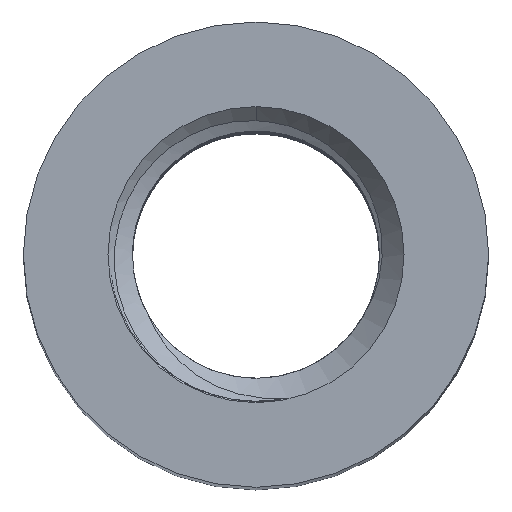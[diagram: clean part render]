
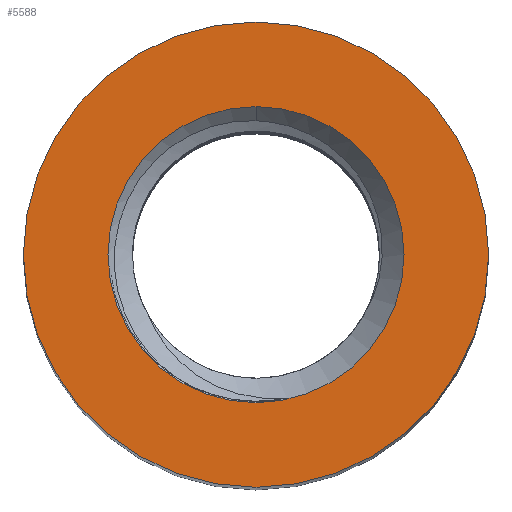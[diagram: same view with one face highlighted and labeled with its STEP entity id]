
A CAD part, top view. The second image highlights one B-rep face of the part: STEP entity #5588.
In plain terms, the highlighted planar face has unit normal (0, 0, 1).
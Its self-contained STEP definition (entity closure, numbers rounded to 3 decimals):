
#29=CARTESIAN_POINT('',(0.,0.,16.));
#30=DIRECTION('',(0.,0.,1.));
#31=DIRECTION('',(1.,0.,0.));
#32=AXIS2_PLACEMENT_3D('',#29,#30,#31);
#34=CARTESIAN_POINT('',(0.,0.,16.));
#35=DIRECTION('',(0.,0.,1.));
#36=DIRECTION('',(-1.,0.,0.));
#37=AXIS2_PLACEMENT_3D('',#34,#35,#36);
#39=CARTESIAN_POINT('',(0.,0.,16.));
#40=DIRECTION('',(0.,0.,1.));
#41=DIRECTION('',(0.,1.,0.));
#42=AXIS2_PLACEMENT_3D('',#39,#40,#41);
#44=CARTESIAN_POINT('',(0.,0.,16.));
#45=DIRECTION('',(0.,0.,1.));
#46=DIRECTION('',(0.,-1.,0.));
#47=AXIS2_PLACEMENT_3D('',#44,#45,#46);
#5398=CARTESIAN_POINT('',(0.,1.515,16.));
#5400=VERTEX_POINT('',#5398);
#5406=CARTESIAN_POINT('',(0.,-1.515,16.));
#5407=VERTEX_POINT('',#5406);
#5516=CARTESIAN_POINT('',(2.38,0.,16.));
#5517=CARTESIAN_POINT('',(-2.38,0.,16.));
#5518=VERTEX_POINT('',#5516);
#5519=VERTEX_POINT('',#5517);
#5573=CARTESIAN_POINT('',(0.,0.,16.));
#5574=DIRECTION('',(0.,0.,1.));
#5575=DIRECTION('',(1.,0.,0.));
#5576=AXIS2_PLACEMENT_3D('',#5573,#5574,#5575);
#5577=PLANE('',#5576);
#5578=ORIENTED_EDGE('',*,*,#5553,.F.);
#5579=ORIENTED_EDGE('',*,*,#5567,.F.);
#5580=EDGE_LOOP('',(#5578,#5579));
#5581=FACE_OUTER_BOUND('',#5580,.F.);
#5583=ORIENTED_EDGE('',*,*,#5582,.T.);
#5585=ORIENTED_EDGE('',*,*,#5584,.T.);
#5586=EDGE_LOOP('',(#5583,#5585));
#5587=FACE_BOUND('',#5586,.F.);
#5588=ADVANCED_FACE('',(#5581,#5587),#5577,.T.);
#33=CIRCLE('',#32,2.38);
#38=CIRCLE('',#37,2.38);
#43=CIRCLE('',#42,1.515);
#48=CIRCLE('',#47,1.515);
#5553=EDGE_CURVE('',#5518,#5519,#33,.T.);
#5567=EDGE_CURVE('',#5519,#5518,#38,.T.);
#5582=EDGE_CURVE('',#5400,#5407,#43,.T.);
#5584=EDGE_CURVE('',#5407,#5400,#48,.T.);
